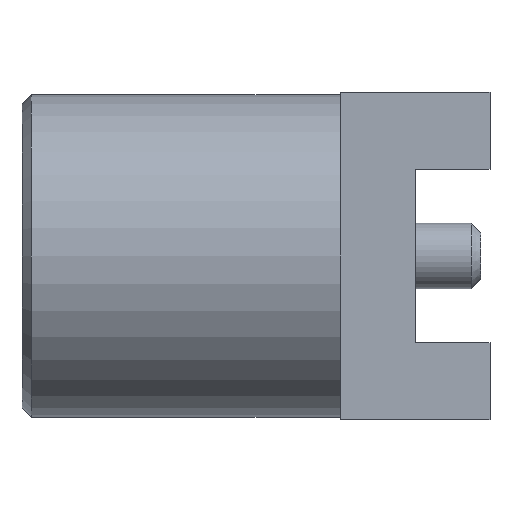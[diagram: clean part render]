
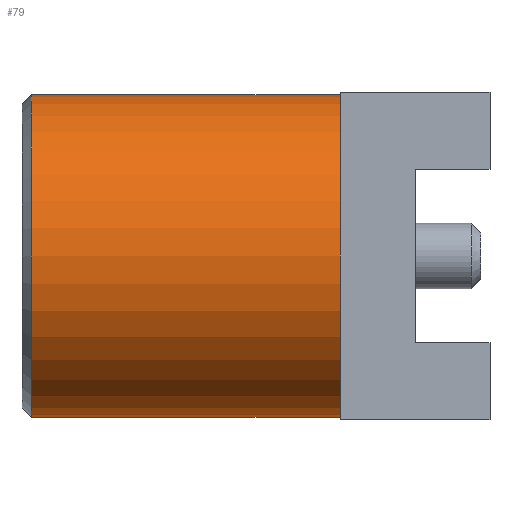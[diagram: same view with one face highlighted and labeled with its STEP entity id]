
A CAD part, left-side view. The second image highlights one B-rep face of the part: STEP entity #79.
In plain terms, the highlighted cylindrical face has radius 1.725 mm (diameter 3.45 mm), a partial arc.
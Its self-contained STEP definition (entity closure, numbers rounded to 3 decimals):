
#51 = DIRECTION ( 'NONE',  ( 0., -1., 0. ) ) ;
#79 = ADVANCED_FACE ( 'NONE', ( #1798 ), #1980, .T. ) ;
#106 = CIRCLE ( 'NONE', #547, 1.725 ) ;
#139 = CARTESIAN_POINT ( 'NONE',  ( 0., 1.6, -1.725 ) ) ;
#167 = CARTESIAN_POINT ( 'NONE',  ( 0., 1.6, 1.725 ) ) ;
#202 = CIRCLE ( 'NONE', #437, 1.725 ) ;
#203 = ORIENTED_EDGE ( 'NONE', *, *, #1663, .F. ) ;
#259 = VERTEX_POINT ( 'NONE', #1268 ) ;
#293 = LINE ( 'NONE', #139, #1303 ) ;
#303 = EDGE_CURVE ( 'NONE', #1544, #1047, #293, .T. ) ;
#344 = ORIENTED_EDGE ( 'NONE', *, *, #2031, .T. ) ;
#416 = CARTESIAN_POINT ( 'NONE',  ( 0., 4.9, -1.725 ) ) ;
#426 = AXIS2_PLACEMENT_3D ( 'NONE', #602, #1249, #900 ) ;
#437 = AXIS2_PLACEMENT_3D ( 'NONE', #818, #51, #1168 ) ;
#461 = DIRECTION ( 'NONE',  ( 0., 1., 0. ) ) ;
#547 = AXIS2_PLACEMENT_3D ( 'NONE', #618, #1548, #1272 ) ;
#602 = CARTESIAN_POINT ( 'NONE',  ( 0., 4.9, 0. ) ) ;
#618 = CARTESIAN_POINT ( 'NONE',  ( 0., 1.6, 0. ) ) ;
#683 = EDGE_CURVE ( 'NONE', #1423, #259, #809, .T. ) ;
#785 = CARTESIAN_POINT ( 'NONE',  ( 0., 1.6, 1.725 ) ) ;
#809 = LINE ( 'NONE', #167, #1813 ) ;
#818 = CARTESIAN_POINT ( 'NONE',  ( 0., 1.6, 0. ) ) ;
#831 = DIRECTION ( 'NONE',  ( 0., 1., 0. ) ) ;
#899 = ORIENTED_EDGE ( 'NONE', *, *, #1342, .F. ) ;
#900 = DIRECTION ( 'NONE',  ( 0., 0., -1. ) ) ;
#943 = DIRECTION ( 'NONE',  ( 0., 1., 0. ) ) ;
#1047 = VERTEX_POINT ( 'NONE', #416 ) ;
#1071 = CARTESIAN_POINT ( 'NONE',  ( 0., 1.6, -1.725 ) ) ;
#1116 = VERTEX_POINT ( 'NONE', #2073 ) ;
#1168 = DIRECTION ( 'NONE',  ( 0., 0., -1. ) ) ;
#1181 = ORIENTED_EDGE ( 'NONE', *, *, #303, .F. ) ;
#1249 = DIRECTION ( 'NONE',  ( 0., -1., 0. ) ) ;
#1268 = CARTESIAN_POINT ( 'NONE',  ( 0., 4.9, 1.725 ) ) ;
#1272 = DIRECTION ( 'NONE',  ( 0., 0., -1. ) ) ;
#1303 = VECTOR ( 'NONE', #461, 1000. ) ;
#1342 = EDGE_CURVE ( 'NONE', #1116, #1544, #202, .T. ) ;
#1423 = VERTEX_POINT ( 'NONE', #785 ) ;
#1470 = DIRECTION ( 'NONE',  ( 0., 0., -1. ) ) ;
#1544 = VERTEX_POINT ( 'NONE', #1071 ) ;
#1548 = DIRECTION ( 'NONE',  ( 0., -1., 0. ) ) ;
#1627 = EDGE_LOOP ( 'NONE', ( #203, #2013, #344, #1181, #899 ) ) ;
#1663 = EDGE_CURVE ( 'NONE', #1423, #1116, #106, .T. ) ;
#1798 = FACE_OUTER_BOUND ( 'NONE', #1627, .T. ) ;
#1813 = VECTOR ( 'NONE', #943, 1000. ) ;
#1845 = CARTESIAN_POINT ( 'NONE',  ( 0., 1.6, 0. ) ) ;
#1912 = CIRCLE ( 'NONE', #426, 1.725 ) ;
#1980 = CYLINDRICAL_SURFACE ( 'NONE', #2052, 1.725 ) ;
#2013 = ORIENTED_EDGE ( 'NONE', *, *, #683, .T. ) ;
#2031 = EDGE_CURVE ( 'NONE', #259, #1047, #1912, .T. ) ;
#2052 = AXIS2_PLACEMENT_3D ( 'NONE', #1845, #831, #1470 ) ;
#2073 = CARTESIAN_POINT ( 'NONE',  ( -1.725, 1.6, 0. ) ) ;
